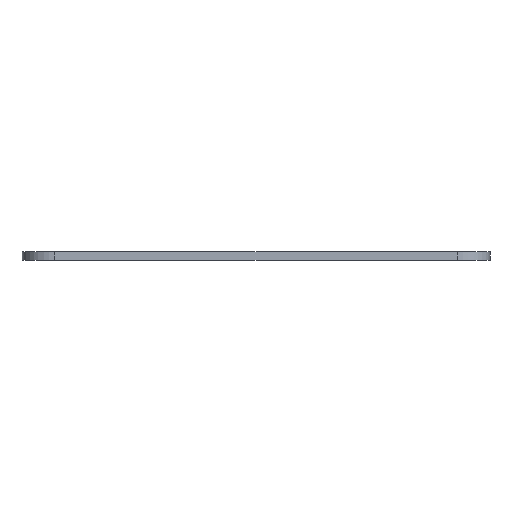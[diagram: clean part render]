
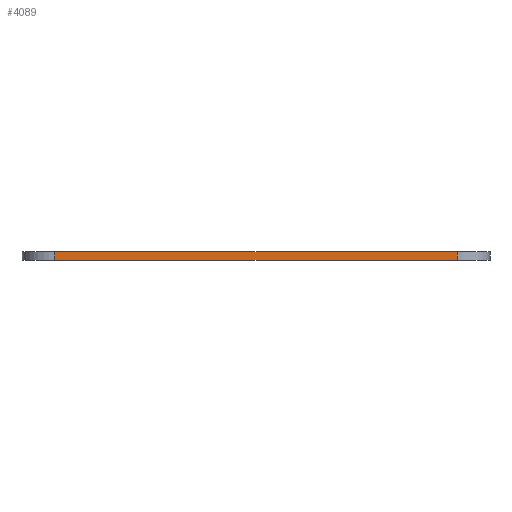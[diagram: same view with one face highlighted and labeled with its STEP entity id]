
A CAD part, left-side view. The second image highlights one B-rep face of the part: STEP entity #4089.
In plain terms, the highlighted planar face has unit normal (-1, 0, 0).
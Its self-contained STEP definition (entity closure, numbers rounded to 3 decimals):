
#83 = PLANE('',#84);
#84 = AXIS2_PLACEMENT_3D('',#85,#86,#87);
#85 = CARTESIAN_POINT('',(88.265,-95.885,1.6));
#86 = DIRECTION('',(0.,0.,1.));
#87 = DIRECTION('',(1.,0.,-0.));
#137 = PLANE('',#138);
#138 = AXIS2_PLACEMENT_3D('',#139,#140,#141);
#139 = CARTESIAN_POINT('',(88.265,-95.885,0.));
#140 = DIRECTION('',(0.,0.,1.));
#141 = DIRECTION('',(1.,0.,-0.));
#334 = VERTEX_POINT('',#335);
#335 = CARTESIAN_POINT('',(50.8,-57.15,0.));
#350 = CYLINDRICAL_SURFACE('',#351,6.35);
#351 = AXIS2_PLACEMENT_3D('',#352,#353,#354);
#352 = CARTESIAN_POINT('',(57.15,-57.15,0.));
#353 = DIRECTION('',(-0.,-0.,-1.));
#354 = DIRECTION('',(1.,0.,-0.));
#362 = EDGE_CURVE('',#334,#363,#365,.T.);
#363 = VERTEX_POINT('',#364);
#364 = CARTESIAN_POINT('',(50.8,-134.62,0.));
#365 = SURFACE_CURVE('',#366,(#370,#377),.PCURVE_S1.);
#366 = LINE('',#367,#368);
#367 = CARTESIAN_POINT('',(50.8,-57.15,0.));
#368 = VECTOR('',#369,1.);
#369 = DIRECTION('',(0.,-1.,0.));
#370 = PCURVE('',#137,#371);
#371 = DEFINITIONAL_REPRESENTATION('',(#372),#376);
#372 = LINE('',#373,#374);
#373 = CARTESIAN_POINT('',(-37.465,38.735));
#374 = VECTOR('',#375,1.);
#375 = DIRECTION('',(0.,-1.));
#376 = ( GEOMETRIC_REPRESENTATION_CONTEXT(2) 
PARAMETRIC_REPRESENTATION_CONTEXT() REPRESENTATION_CONTEXT('2D SPACE',''
  ) );
#377 = PCURVE('',#378,#383);
#378 = PLANE('',#379);
#379 = AXIS2_PLACEMENT_3D('',#380,#381,#382);
#380 = CARTESIAN_POINT('',(50.8,-57.15,0.));
#381 = DIRECTION('',(1.,0.,-0.));
#382 = DIRECTION('',(0.,-1.,0.));
#383 = DEFINITIONAL_REPRESENTATION('',(#384),#388);
#384 = LINE('',#385,#386);
#385 = CARTESIAN_POINT('',(0.,0.));
#386 = VECTOR('',#387,1.);
#387 = DIRECTION('',(1.,0.));
#388 = ( GEOMETRIC_REPRESENTATION_CONTEXT(2) 
PARAMETRIC_REPRESENTATION_CONTEXT() REPRESENTATION_CONTEXT('2D SPACE',''
  ) );
#407 = CYLINDRICAL_SURFACE('',#408,6.35);
#408 = AXIS2_PLACEMENT_3D('',#409,#410,#411);
#409 = CARTESIAN_POINT('',(57.15,-134.62,0.));
#410 = DIRECTION('',(-0.,-0.,-1.));
#411 = DIRECTION('',(1.,0.,-0.));
#2330 = VERTEX_POINT('',#2331);
#2331 = CARTESIAN_POINT('',(50.8,-57.15,1.6));
#2353 = EDGE_CURVE('',#2330,#2354,#2356,.T.);
#2354 = VERTEX_POINT('',#2355);
#2355 = CARTESIAN_POINT('',(50.8,-134.62,1.6));
#2356 = SURFACE_CURVE('',#2357,(#2361,#2368),.PCURVE_S1.);
#2357 = LINE('',#2358,#2359);
#2358 = CARTESIAN_POINT('',(50.8,-57.15,1.6));
#2359 = VECTOR('',#2360,1.);
#2360 = DIRECTION('',(0.,-1.,0.));
#2361 = PCURVE('',#83,#2362);
#2362 = DEFINITIONAL_REPRESENTATION('',(#2363),#2367);
#2363 = LINE('',#2364,#2365);
#2364 = CARTESIAN_POINT('',(-37.465,38.735));
#2365 = VECTOR('',#2366,1.);
#2366 = DIRECTION('',(0.,-1.));
#2367 = ( GEOMETRIC_REPRESENTATION_CONTEXT(2) 
PARAMETRIC_REPRESENTATION_CONTEXT() REPRESENTATION_CONTEXT('2D SPACE',''
  ) );
#2368 = PCURVE('',#378,#2369);
#2369 = DEFINITIONAL_REPRESENTATION('',(#2370),#2374);
#2370 = LINE('',#2371,#2372);
#2371 = CARTESIAN_POINT('',(0.,-1.6));
#2372 = VECTOR('',#2373,1.);
#2373 = DIRECTION('',(1.,0.));
#2374 = ( GEOMETRIC_REPRESENTATION_CONTEXT(2) 
PARAMETRIC_REPRESENTATION_CONTEXT() REPRESENTATION_CONTEXT('2D SPACE',''
  ) );
#4039 = EDGE_CURVE('',#363,#2354,#4040,.T.);
#4040 = SURFACE_CURVE('',#4041,(#4045,#4052),.PCURVE_S1.);
#4041 = LINE('',#4042,#4043);
#4042 = CARTESIAN_POINT('',(50.8,-134.62,0.));
#4043 = VECTOR('',#4044,1.);
#4044 = DIRECTION('',(0.,0.,1.));
#4045 = PCURVE('',#407,#4046);
#4046 = DEFINITIONAL_REPRESENTATION('',(#4047),#4051);
#4047 = LINE('',#4048,#4049);
#4048 = CARTESIAN_POINT('',(-3.142,0.));
#4049 = VECTOR('',#4050,1.);
#4050 = DIRECTION('',(-0.,-1.));
#4051 = ( GEOMETRIC_REPRESENTATION_CONTEXT(2) 
PARAMETRIC_REPRESENTATION_CONTEXT() REPRESENTATION_CONTEXT('2D SPACE',''
  ) );
#4052 = PCURVE('',#378,#4053);
#4053 = DEFINITIONAL_REPRESENTATION('',(#4054),#4058);
#4054 = LINE('',#4055,#4056);
#4055 = CARTESIAN_POINT('',(77.47,0.));
#4056 = VECTOR('',#4057,1.);
#4057 = DIRECTION('',(0.,-1.));
#4058 = ( GEOMETRIC_REPRESENTATION_CONTEXT(2) 
PARAMETRIC_REPRESENTATION_CONTEXT() REPRESENTATION_CONTEXT('2D SPACE',''
  ) );
#4068 = EDGE_CURVE('',#334,#2330,#4069,.T.);
#4069 = SURFACE_CURVE('',#4070,(#4074,#4081),.PCURVE_S1.);
#4070 = LINE('',#4071,#4072);
#4071 = CARTESIAN_POINT('',(50.8,-57.15,0.));
#4072 = VECTOR('',#4073,1.);
#4073 = DIRECTION('',(0.,0.,1.));
#4074 = PCURVE('',#350,#4075);
#4075 = DEFINITIONAL_REPRESENTATION('',(#4076),#4080);
#4076 = LINE('',#4077,#4078);
#4077 = CARTESIAN_POINT('',(-3.142,0.));
#4078 = VECTOR('',#4079,1.);
#4079 = DIRECTION('',(-0.,-1.));
#4080 = ( GEOMETRIC_REPRESENTATION_CONTEXT(2) 
PARAMETRIC_REPRESENTATION_CONTEXT() REPRESENTATION_CONTEXT('2D SPACE',''
  ) );
#4081 = PCURVE('',#378,#4082);
#4082 = DEFINITIONAL_REPRESENTATION('',(#4083),#4087);
#4083 = LINE('',#4084,#4085);
#4084 = CARTESIAN_POINT('',(0.,0.));
#4085 = VECTOR('',#4086,1.);
#4086 = DIRECTION('',(0.,-1.));
#4087 = ( GEOMETRIC_REPRESENTATION_CONTEXT(2) 
PARAMETRIC_REPRESENTATION_CONTEXT() REPRESENTATION_CONTEXT('2D SPACE',''
  ) );
#4089 = ADVANCED_FACE('',(#4090),#378,.F.);
#4090 = FACE_BOUND('',#4091,.F.);
#4091 = EDGE_LOOP('',(#4092,#4093,#4094,#4095));
#4092 = ORIENTED_EDGE('',*,*,#4068,.T.);
#4093 = ORIENTED_EDGE('',*,*,#2353,.T.);
#4094 = ORIENTED_EDGE('',*,*,#4039,.F.);
#4095 = ORIENTED_EDGE('',*,*,#362,.F.);
